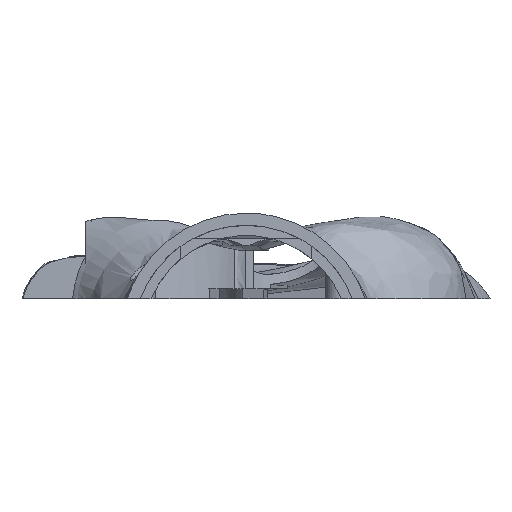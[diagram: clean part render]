
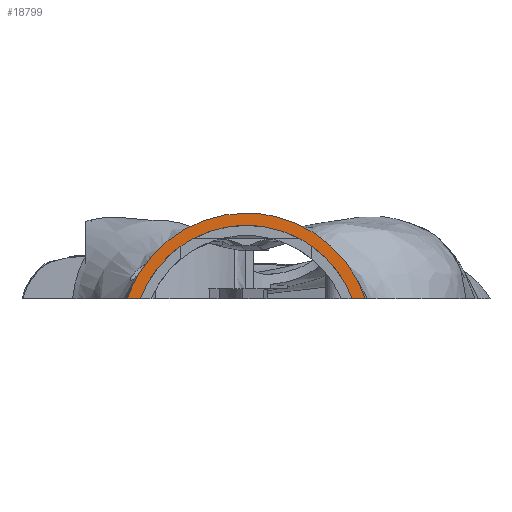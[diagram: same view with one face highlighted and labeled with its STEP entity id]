
A CAD part, front view. The second image highlights one B-rep face of the part: STEP entity #18799.
In plain terms, the highlighted planar face has unit normal (0, -1, 0).
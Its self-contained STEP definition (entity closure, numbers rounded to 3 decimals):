
#329 = B_SPLINE_CURVE_WITH_KNOTS ( 'NONE', 3,
 ( #8181, #27287, #12986, #29707, #15359, #1055, #17765, #3456, #20177, #5871, #22584, #8284, #24982, #10701, #27389, #13088, #29812, #15465, #1163, #17872, #3559, #20290, #5978, #22687, #8395, #25092, #10805, #27498, #13189, #29916 ),
 .UNSPECIFIED., .F., .F.,
 ( 4, 2, 2, 2, 2, 2, 2, 2, 2, 2, 2, 2, 2, 2, 4 ),
 ( 0., 0.112, 0.168, 0.224, 0.28, 0.336, 0.392, 0.448, 0.56, 0.616, 0.672, 0.728, 0.784, 0.84, 0.896 ),
 .UNSPECIFIED. ) ;
#739 = EDGE_CURVE ( 'NONE', #1007, #12628, #24347, .T. ) ;
#757 = VECTOR ( 'NONE', #12137, 1000. ) ;
#1007 = VERTEX_POINT ( 'NONE', #8544 ) ;
#1055 = CARTESIAN_POINT ( 'NONE',  ( -6.43, 0., 24.168 ) ) ;
#1135 = DIRECTION ( 'NONE',  ( 0., 0., -1. ) ) ;
#1163 = CARTESIAN_POINT ( 'NONE',  ( -18.489, 0., 16.84 ) ) ;
#1664 = FACE_OUTER_BOUND ( 'NONE', #24755, .T. ) ;
#1665 = CARTESIAN_POINT ( 'NONE',  ( -23.71, 0., 7.926 ) ) ;
#2099 = CARTESIAN_POINT ( 'NONE',  ( 23.504, 0., 8.543 ) ) ;
#2201 = CARTESIAN_POINT ( 'NONE',  ( 15.662, 0., 19.529 ) ) ;
#2302 = CARTESIAN_POINT ( 'NONE',  ( 2.598, 0., 24.899 ) ) ;
#3446 = CARTESIAN_POINT ( 'NONE',  ( 23.71, 0., 7.926 ) ) ;
#3456 = CARTESIAN_POINT ( 'NONE',  ( -8.293, 0., 23.593 ) ) ;
#3559 = CARTESIAN_POINT ( 'NONE',  ( -19.747, 0., 15.345 ) ) ;
#4622 = CARTESIAN_POINT ( 'NONE',  ( 13.54, 0., 21.026 ) ) ;
#4721 = CARTESIAN_POINT ( 'NONE',  ( 0., 0., 25. ) ) ;
#5093 = CARTESIAN_POINT ( 'NONE',  ( 21.111, 0., 7.926 ) ) ;
#5871 = CARTESIAN_POINT ( 'NONE',  ( -10.108, 0., 22.875 ) ) ;
#5978 = CARTESIAN_POINT ( 'NONE',  ( -20.882, 0., 13.762 ) ) ;
#6068 = EDGE_CURVE ( 'NONE', #7180, #29395, #25437, .T. ) ;
#6913 = CARTESIAN_POINT ( 'NONE',  ( 22.766, 0., 10.35 ) ) ;
#7008 = CARTESIAN_POINT ( 'NONE',  ( 11.858, 0., 22.019 ) ) ;
#7180 = VERTEX_POINT ( 'NONE', #3446 ) ;
#8181 = CARTESIAN_POINT ( 'NONE',  ( 0., 0., 25. ) ) ;
#8284 = CARTESIAN_POINT ( 'NONE',  ( -11.858, 0., 22.018 ) ) ;
#8395 = CARTESIAN_POINT ( 'NONE',  ( -21.892, 0., 12.09 ) ) ;
#8544 = CARTESIAN_POINT ( 'NONE',  ( -21.111, 0., 7.926 ) ) ;
#8985 = ORIENTED_EDGE ( 'NONE', *, *, #739, .F. ) ;
#9231 = CARTESIAN_POINT ( 'NONE',  ( 23.71, 0., 7.926 ) ) ;
#9335 = CARTESIAN_POINT ( 'NONE',  ( 21.892, 0., 12.091 ) ) ;
#9434 = CARTESIAN_POINT ( 'NONE',  ( 10.108, 0., 22.875 ) ) ;
#9919 = EDGE_CURVE ( 'NONE', #7180, #10060, #13392, .T. ) ;
#10060 = VERTEX_POINT ( 'NONE', #16832 ) ;
#10701 = CARTESIAN_POINT ( 'NONE',  ( -13.54, 0., 21.026 ) ) ;
#10805 = CARTESIAN_POINT ( 'NONE',  ( -22.767, 0., 10.349 ) ) ;
#11746 = CARTESIAN_POINT ( 'NONE',  ( 20.881, 0., 13.762 ) ) ;
#11843 = CARTESIAN_POINT ( 'NONE',  ( 8.293, 0., 23.594 ) ) ;
#12137 = DIRECTION ( 'NONE',  ( -1., 0., 0. ) ) ;
#12472 = EDGE_CURVE ( 'NONE', #10060, #12628, #329, .T. ) ;
#12628 = VERTEX_POINT ( 'NONE', #1665 ) ;
#12986 = CARTESIAN_POINT ( 'NONE',  ( -2.599, 0., 24.899 ) ) ;
#13088 = CARTESIAN_POINT ( 'NONE',  ( -15.663, 0., 19.529 ) ) ;
#13189 = CARTESIAN_POINT ( 'NONE',  ( -23.504, 0., 8.543 ) ) ;
#13392 = B_SPLINE_CURVE_WITH_KNOTS ( 'NONE', 3,
 ( #9231, #2099, #21222, #6913, #23628, #9335, #26040, #11746, #28446, #14127, #30866, #16522, #2201, #18922, #4622, #21322, #7008, #23732, #9434, #26140, #11843, #28548, #14227, #30967, #16623, #2302, #19021, #4721 ),
 .UNSPECIFIED., .F., .F.,
 ( 4, 2, 2, 2, 2, 2, 2, 2, 2, 2, 2, 2, 2, 4 ),
 ( 0.104, 0.16, 0.216, 0.272, 0.328, 0.44, 0.552, 0.608, 0.664, 0.72, 0.776, 0.832, 0.888, 1. ),
 .UNSPECIFIED. ) ;
#14127 = CARTESIAN_POINT ( 'NONE',  ( 19.362, 0., 15.868 ) ) ;
#14227 = CARTESIAN_POINT ( 'NONE',  ( 6.43, 0., 24.168 ) ) ;
#15154 = DIRECTION ( 'NONE',  ( 0., 0., 1. ) ) ;
#15359 = CARTESIAN_POINT ( 'NONE',  ( -5.167, 0., 24.469 ) ) ;
#15439 = DIRECTION ( 'NONE',  ( 0., 1., 0. ) ) ;
#15465 = CARTESIAN_POINT ( 'NONE',  ( -18.046, 0., 17.314 ) ) ;
#15920 = ORIENTED_EDGE ( 'NONE', *, *, #29092, .T. ) ;
#16240 = DIRECTION ( 'NONE',  ( -1., 0., 0. ) ) ;
#16337 = ORIENTED_EDGE ( 'NONE', *, *, #9919, .T. ) ;
#16408 = AXIS2_PLACEMENT_3D ( 'NONE', #26967, #29496, #15154 ) ;
#16522 = CARTESIAN_POINT ( 'NONE',  ( 16.661, 0., 18.685 ) ) ;
#16623 = CARTESIAN_POINT ( 'NONE',  ( 4.527, 0., 24.595 ) ) ;
#16832 = CARTESIAN_POINT ( 'NONE',  ( 0., 0., 25. ) ) ;
#16920 = CARTESIAN_POINT ( 'NONE',  ( 0., 0., 7.926 ) ) ;
#17281 = CIRCLE ( 'NONE', #23456, 22.55 ) ;
#17765 = CARTESIAN_POINT ( 'NONE',  ( -7.056, 0., 23.993 ) ) ;
#17872 = CARTESIAN_POINT ( 'NONE',  ( -19.34, 0., 15.855 ) ) ;
#18799 = ADVANCED_FACE ( 'NONE', ( #1664 ), #29388, .F. ) ;
#18922 = CARTESIAN_POINT ( 'NONE',  ( 14.081, 0., 20.668 ) ) ;
#19021 = CARTESIAN_POINT ( 'NONE',  ( 1.304, 0., 25. ) ) ;
#20177 = CARTESIAN_POINT ( 'NONE',  ( -8.906, 0., 23.369 ) ) ;
#20290 = CARTESIAN_POINT ( 'NONE',  ( -20.517, 0., 14.299 ) ) ;
#21222 = CARTESIAN_POINT ( 'NONE',  ( 23.273, 0., 9.153 ) ) ;
#21322 = CARTESIAN_POINT ( 'NONE',  ( 12.428, 0., 21.702 ) ) ;
#21868 = ORIENTED_EDGE ( 'NONE', *, *, #12472, .T. ) ;
#22584 = CARTESIAN_POINT ( 'NONE',  ( -10.699, 0., 22.605 ) ) ;
#22687 = CARTESIAN_POINT ( 'NONE',  ( -21.569, 0., 12.658 ) ) ;
#23456 = AXIS2_PLACEMENT_3D ( 'NONE', #29785, #15439, #1135 ) ;
#23628 = CARTESIAN_POINT ( 'NONE',  ( 22.49, 0., 10.937 ) ) ;
#23732 = CARTESIAN_POINT ( 'NONE',  ( 10.698, 0., 22.605 ) ) ;
#24008 = ORIENTED_EDGE ( 'NONE', *, *, #6068, .F. ) ;
#24347 = LINE ( 'NONE', #30582, #30734 ) ;
#24755 = EDGE_LOOP ( 'NONE', ( #16337, #21868, #8985, #15920, #24008 ) ) ;
#24982 = CARTESIAN_POINT ( 'NONE',  ( -12.428, 0., 21.702 ) ) ;
#25092 = CARTESIAN_POINT ( 'NONE',  ( -22.49, 0., 10.937 ) ) ;
#25437 = LINE ( 'NONE', #16920, #757 ) ;
#26040 = CARTESIAN_POINT ( 'NONE',  ( 21.569, 0., 12.658 ) ) ;
#26140 = CARTESIAN_POINT ( 'NONE',  ( 8.906, 0., 23.369 ) ) ;
#26967 = CARTESIAN_POINT ( 'NONE',  ( 0., 0., 0. ) ) ;
#27287 = CARTESIAN_POINT ( 'NONE',  ( -1.304, 0., 25. ) ) ;
#27389 = CARTESIAN_POINT ( 'NONE',  ( -14.082, 0., 20.667 ) ) ;
#27498 = CARTESIAN_POINT ( 'NONE',  ( -23.273, 0., 9.153 ) ) ;
#28446 = CARTESIAN_POINT ( 'NONE',  ( 20.517, 0., 14.3 ) ) ;
#28548 = CARTESIAN_POINT ( 'NONE',  ( 7.055, 0., 23.993 ) ) ;
#29092 = EDGE_CURVE ( 'NONE', #1007, #29395, #17281, .T. ) ;
#29388 = PLANE ( 'NONE',  #16408 ) ;
#29395 = VERTEX_POINT ( 'NONE', #5093 ) ;
#29496 = DIRECTION ( 'NONE',  ( 0., 1., 0. ) ) ;
#29707 = CARTESIAN_POINT ( 'NONE',  ( -4.527, 0., 24.595 ) ) ;
#29785 = CARTESIAN_POINT ( 'NONE',  ( 0., 0., 0. ) ) ;
#29812 = CARTESIAN_POINT ( 'NONE',  ( -16.661, 0., 18.684 ) ) ;
#29916 = CARTESIAN_POINT ( 'NONE',  ( -23.71, 0., 7.926 ) ) ;
#30582 = CARTESIAN_POINT ( 'NONE',  ( 0., 0., 7.926 ) ) ;
#30734 = VECTOR ( 'NONE', #16240, 1000. ) ;
#30866 = CARTESIAN_POINT ( 'NONE',  ( 18.507, 0., 16.858 ) ) ;
#30967 = CARTESIAN_POINT ( 'NONE',  ( 5.166, 0., 24.469 ) ) ;
